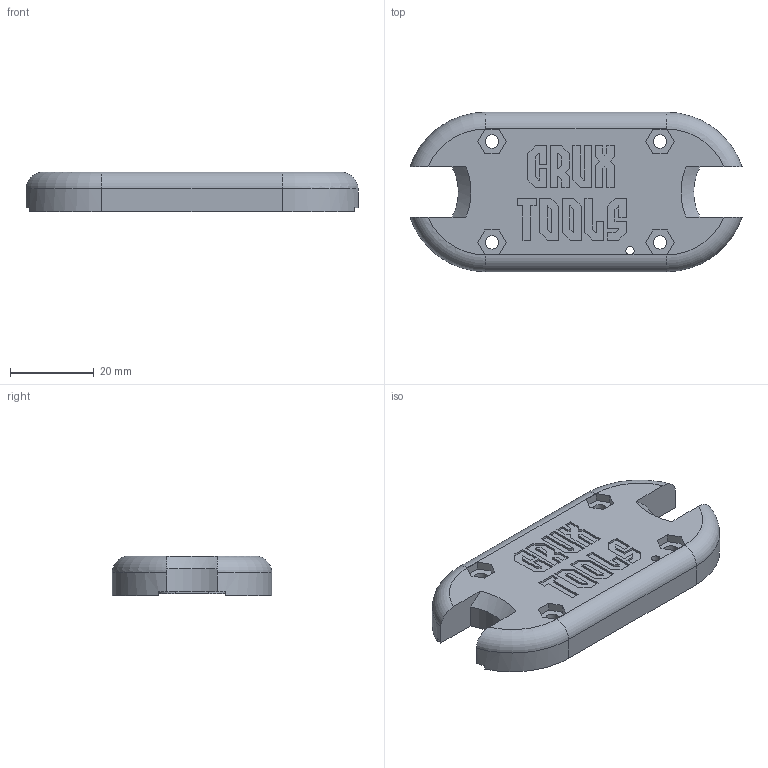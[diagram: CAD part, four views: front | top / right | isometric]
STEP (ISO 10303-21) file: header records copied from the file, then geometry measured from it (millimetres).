
FILE_DESCRIPTION(('FreeCAD Model'),'2;1');
FILE_NAME('Open CASCADE Shape Model','2025-10-24T16:58:13',(''),(''), 'Open CASCADE STEP processor 7.8','FreeCAD','Unknown');
FILE_SCHEMA(('AUTOMOTIVE_DESIGN { 1 0 10303 214 1 1 1 1 }'));
Length unit declared in the file: millimetre
Products named in the file (1): top
Bounding box: 79.06 x 38 x 9.5 mm (x, y, z)
Volume: 8983.7 mm3; surface area: 9469.6 mm2
Topology: 1 solids, 1 shells, 245 faces, 680 edges, 455 vertices
Faces by surface type: plane 208, cylinder 31, torus 4, cone 2
Full cylindrical faces by diameter (mm): 2 x1, 2.9 x2, 3.2 x4
Entity records: 7880 total; most frequent: CARTESIAN_POINT 1478, ORIENTED_EDGE 1356, DIRECTION 1252, EDGE_CURVE 678, LINE 588, VECTOR 588, VERTEX_POINT 454, AXIS2_PLACEMENT_3D 332
